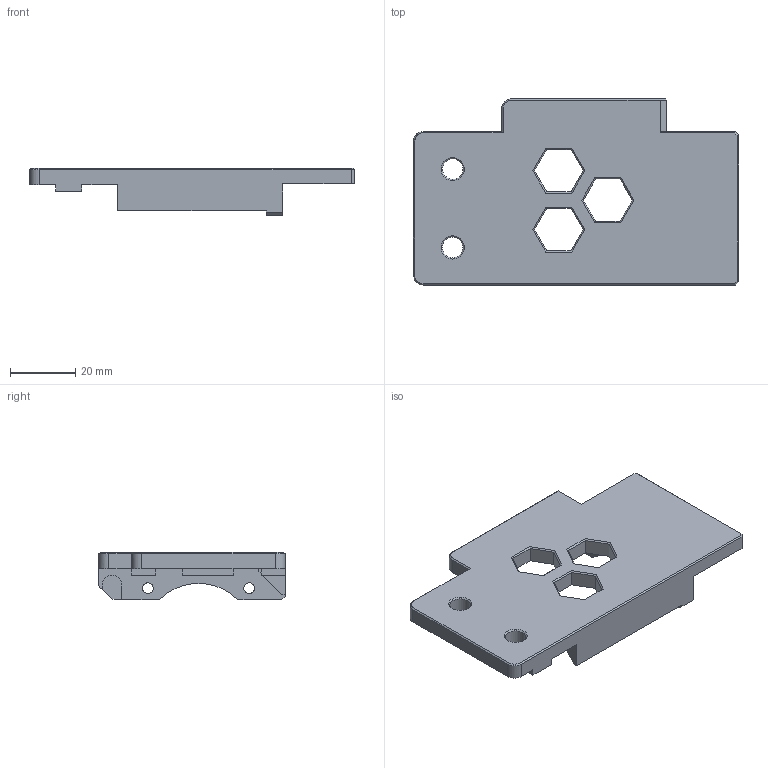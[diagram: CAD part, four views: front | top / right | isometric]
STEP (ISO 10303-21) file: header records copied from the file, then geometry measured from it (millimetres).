
FILE_DESCRIPTION(/* description */ (''),/* implementation_level */ '2;1');
FILE_NAME(/* name */ '1x_z-motor-top-plate-right-(fits-35mm-corner-bracket)-v3.step',/* time_stamp */ '2021-10-05T09:09:30-06:00',/* author */ (''),/* organization */ (''),/* preprocessor_version */ 'ST-DEVELOPER v18.1',/* originating_system */ 'Autodesk Translation Framework v10.10.0.1391',/* authorisation */ '');
FILE_SCHEMA (('AUTOMOTIVE_DESIGN { 1 0 10303 214 3 1 1 }'));
Length unit declared in the file: millimetre
Products named in the file (1): Chamfer029006005001
Bounding box: 99.5 x 57 x 14.5 mm (x, y, z)
Volume: 27386.7 mm3; surface area: 13468.7 mm2
Topology: 1 solids, 1 shells, 102 faces, 264 edges, 165 vertices
Faces by surface type: plane 87, cylinder 10, cone 3, bspline 2
Full cylindrical faces by diameter (mm): 3.3 x2, 6.3 x2
Entity records: 3187 total; most frequent: CARTESIAN_POINT 646, ORIENTED_EDGE 528, DIRECTION 481, EDGE_CURVE 264, LINE 233, VECTOR 233, VERTEX_POINT 165, AXIS2_PLACEMENT_3D 124
